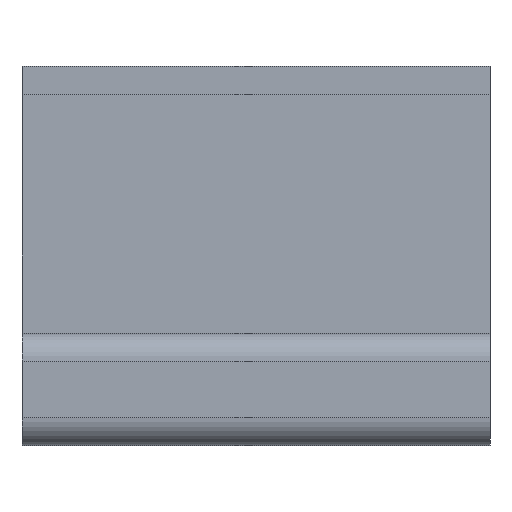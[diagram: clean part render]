
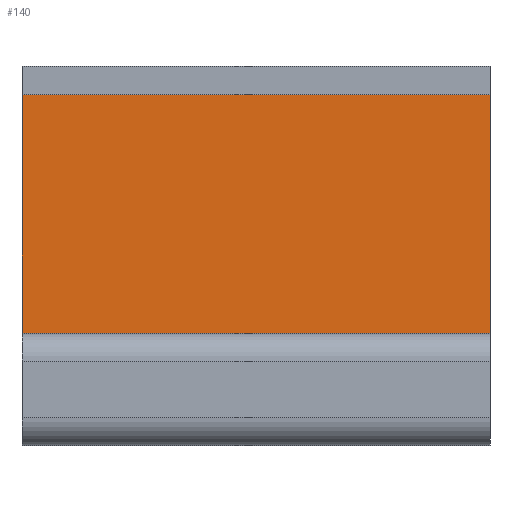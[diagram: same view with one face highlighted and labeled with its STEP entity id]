
A CAD part, left-side view. The second image highlights one B-rep face of the part: STEP entity #140.
In plain terms, the highlighted planar face has unit normal (-1, 0, 0).
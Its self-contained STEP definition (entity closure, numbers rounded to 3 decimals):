
#140=ADVANCED_FACE('',(#287),#288,.T.);
#287=FACE_OUTER_BOUND('',#453,.T.);
#288=PLANE('',#454);
#453=EDGE_LOOP('',(#642,#643,#644,#645));
#454=AXIS2_PLACEMENT_3D('',#646,#647,#648);
#642=ORIENTED_EDGE('',*,*,#1094,.T.);
#643=ORIENTED_EDGE('',*,*,#1095,.F.);
#644=ORIENTED_EDGE('',*,*,#1096,.T.);
#645=ORIENTED_EDGE('',*,*,#1091,.T.);
#646=CARTESIAN_POINT('',(-12.0,50.0,24.75));
#647=DIRECTION('',(-1.0,0.0,0.0));
#648=DIRECTION('',(0.0,0.0,-1.0));
#1091=EDGE_CURVE('',#1296,#1294,#1297,.T.);
#1094=EDGE_CURVE('',#1294,#1300,#1301,.T.);
#1095=EDGE_CURVE('',#1302,#1300,#1303,.T.);
#1096=EDGE_CURVE('',#1302,#1296,#1304,.T.);
#1294=VERTEX_POINT('',#1595);
#1296=VERTEX_POINT('',#1598);
#1297=LINE('',#1599,#1600);
#1300=VERTEX_POINT('',#1604);
#1301=LINE('',#1605,#1606);
#1302=VERTEX_POINT('',#1607);
#1303=LINE('',#1608,#1609);
#1304=LINE('',#1610,#1611);
#1595=CARTESIAN_POINT('',(-12.0,0.0,12.0));
#1598=CARTESIAN_POINT('',(-12.0,50.0,12.0));
#1599=CARTESIAN_POINT('',(-12.0,50.0,12.0));
#1600=VECTOR('',#1960,1.0);
#1604=CARTESIAN_POINT('',(-12.0,0.0,37.5));
#1605=CARTESIAN_POINT('',(-12.0,0.0,37.5));
#1606=VECTOR('',#1962,1.0);
#1607=CARTESIAN_POINT('',(-12.0,50.0,37.5));
#1608=CARTESIAN_POINT('',(-12.0,50.0,37.5));
#1609=VECTOR('',#1963,1.0);
#1610=CARTESIAN_POINT('',(-12.0,50.0,37.5));
#1611=VECTOR('',#1964,1.0);
#1960=DIRECTION('',(0.0,-1.0,0.0));
#1962=DIRECTION('',(0.0,0.0,1.0));
#1963=DIRECTION('',(0.0,-1.0,0.0));
#1964=DIRECTION('',(0.0,0.0,-1.0));
